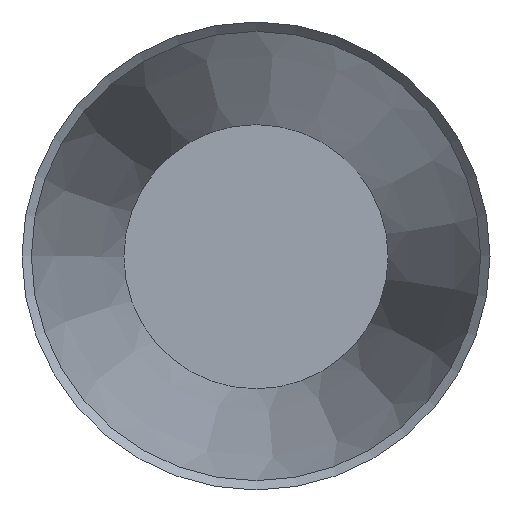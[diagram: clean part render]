
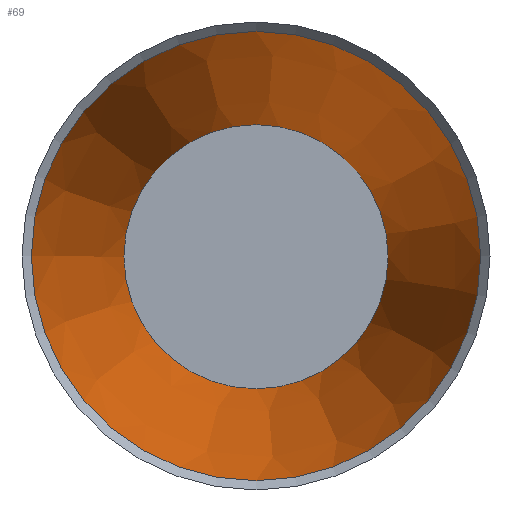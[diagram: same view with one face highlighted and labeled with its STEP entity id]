
A CAD part, top view. The second image highlights one B-rep face of the part: STEP entity #69.
In plain terms, the highlighted conical face has half-angle 12.804 degrees and reference radius 32.936 mm.
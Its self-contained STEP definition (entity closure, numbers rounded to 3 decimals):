
#36 = EDGE_CURVE('',#37,#37,#39,.T.);
#37 = VERTEX_POINT('',#38);
#38 = CARTESIAN_POINT('',(-32.936,0.,2.8));
#39 = SURFACE_CURVE('',#40,(#45,#57),.PCURVE_S1.);
#40 = CIRCLE('',#41,32.936);
#41 = AXIS2_PLACEMENT_3D('',#42,#43,#44);
#42 = CARTESIAN_POINT('',(0.,0.,2.8));
#43 = DIRECTION('',(0.,0.,1.));
#44 = DIRECTION('',(-1.,0.,0.));
#45 = PCURVE('',#46,#51);
#46 = PLANE('',#47);
#47 = AXIS2_PLACEMENT_3D('',#48,#49,#50);
#48 = CARTESIAN_POINT('',(0.,0.,2.8));
#49 = DIRECTION('',(0.,0.,1.));
#50 = DIRECTION('',(-1.,0.,0.));
#51 = DEFINITIONAL_REPRESENTATION('',(#52),#56);
#52 = CIRCLE('',#53,32.936);
#53 = AXIS2_PLACEMENT_2D('',#54,#55);
#54 = CARTESIAN_POINT('',(0.,0.));
#55 = DIRECTION('',(1.,0.));
#56 = ( GEOMETRIC_REPRESENTATION_CONTEXT(2) 
PARAMETRIC_REPRESENTATION_CONTEXT() REPRESENTATION_CONTEXT('2D SPACE',''
  ) );
#57 = PCURVE('',#58,#63);
#58 = CONICAL_SURFACE('',#59,32.936,0.223);
#59 = AXIS2_PLACEMENT_3D('',#60,#61,#62);
#60 = CARTESIAN_POINT('',(0.,0.,2.8));
#61 = DIRECTION('',(0.,0.,1.));
#62 = DIRECTION('',(-1.,0.,0.));
#63 = DEFINITIONAL_REPRESENTATION('',(#64),#68);
#64 = LINE('',#65,#66);
#65 = CARTESIAN_POINT('',(0.,0.));
#66 = VECTOR('',#67,1.);
#67 = DIRECTION('',(1.,0.));
#68 = ( GEOMETRIC_REPRESENTATION_CONTEXT(2) 
PARAMETRIC_REPRESENTATION_CONTEXT() REPRESENTATION_CONTEXT('2D SPACE',''
  ) );
#69 = ADVANCED_FACE('',(#70),#58,.F.);
#70 = FACE_BOUND('',#71,.F.);
#71 = EDGE_LOOP('',(#72,#73,#96,#123));
#72 = ORIENTED_EDGE('',*,*,#36,.T.);
#73 = ORIENTED_EDGE('',*,*,#74,.T.);
#74 = EDGE_CURVE('',#37,#75,#77,.T.);
#75 = VERTEX_POINT('',#76);
#76 = CARTESIAN_POINT('',(-55.998,0.,104.271));
#77 = SEAM_CURVE('',#78,(#82,#89),.PCURVE_S1.);
#78 = LINE('',#79,#80);
#79 = CARTESIAN_POINT('',(-32.936,0.,2.8));
#80 = VECTOR('',#81,1.);
#81 = DIRECTION('',(-0.222,0.,0.975));
#82 = PCURVE('',#58,#83);
#83 = DEFINITIONAL_REPRESENTATION('',(#84),#88);
#84 = LINE('',#85,#86);
#85 = CARTESIAN_POINT('',(0.,0.));
#86 = VECTOR('',#87,1.);
#87 = DIRECTION('',(0.,1.));
#88 = ( GEOMETRIC_REPRESENTATION_CONTEXT(2) 
PARAMETRIC_REPRESENTATION_CONTEXT() REPRESENTATION_CONTEXT('2D SPACE',''
  ) );
#89 = PCURVE('',#58,#90);
#90 = DEFINITIONAL_REPRESENTATION('',(#91),#95);
#91 = LINE('',#92,#93);
#92 = CARTESIAN_POINT('',(6.283,0.));
#93 = VECTOR('',#94,1.);
#94 = DIRECTION('',(0.,1.));
#95 = ( GEOMETRIC_REPRESENTATION_CONTEXT(2) 
PARAMETRIC_REPRESENTATION_CONTEXT() REPRESENTATION_CONTEXT('2D SPACE',''
  ) );
#96 = ORIENTED_EDGE('',*,*,#97,.F.);
#97 = EDGE_CURVE('',#75,#75,#98,.T.);
#98 = SURFACE_CURVE('',#99,(#104,#111),.PCURVE_S1.);
#99 = CIRCLE('',#100,55.998);
#100 = AXIS2_PLACEMENT_3D('',#101,#102,#103);
#101 = CARTESIAN_POINT('',(0.,0.,104.271));
#102 = DIRECTION('',(0.,0.,1.));
#103 = DIRECTION('',(-1.,0.,0.));
#104 = PCURVE('',#58,#105);
#105 = DEFINITIONAL_REPRESENTATION('',(#106),#110);
#106 = LINE('',#107,#108);
#107 = CARTESIAN_POINT('',(0.,101.471));
#108 = VECTOR('',#109,1.);
#109 = DIRECTION('',(1.,0.));
#110 = ( GEOMETRIC_REPRESENTATION_CONTEXT(2) 
PARAMETRIC_REPRESENTATION_CONTEXT() REPRESENTATION_CONTEXT('2D SPACE',''
  ) );
#111 = PCURVE('',#112,#117);
#112 = CONICAL_SURFACE('',#113,55.998,0.785);
#113 = AXIS2_PLACEMENT_3D('',#114,#115,#116);
#114 = CARTESIAN_POINT('',(0.,0.,104.271));
#115 = DIRECTION('',(0.,0.,1.));
#116 = DIRECTION('',(-1.,0.,0.));
#117 = DEFINITIONAL_REPRESENTATION('',(#118),#122);
#118 = LINE('',#119,#120);
#119 = CARTESIAN_POINT('',(0.,0.));
#120 = VECTOR('',#121,1.);
#121 = DIRECTION('',(1.,0.));
#122 = ( GEOMETRIC_REPRESENTATION_CONTEXT(2) 
PARAMETRIC_REPRESENTATION_CONTEXT() REPRESENTATION_CONTEXT('2D SPACE',''
  ) );
#123 = ORIENTED_EDGE('',*,*,#74,.F.);
